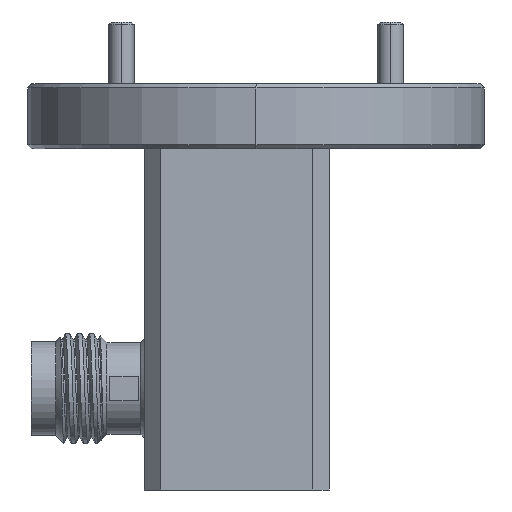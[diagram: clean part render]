
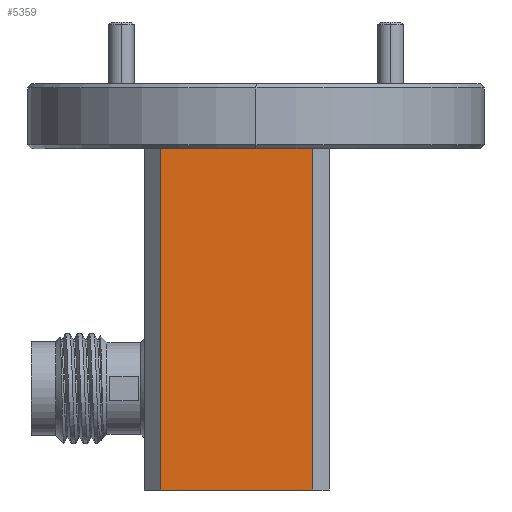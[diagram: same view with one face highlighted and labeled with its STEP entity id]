
A CAD part, left-side view. The second image highlights one B-rep face of the part: STEP entity #5359.
In plain terms, the highlighted planar face has unit normal (-1, 0, 0).
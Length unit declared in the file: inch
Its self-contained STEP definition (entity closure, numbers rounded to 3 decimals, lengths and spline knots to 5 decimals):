
#333 = DIRECTION ( 'NONE',  ( 0., 0., -1. ) ) ;
#435 = FACE_OUTER_BOUND ( 'NONE', #4813, .T. ) ;
#490 = CARTESIAN_POINT ( 'NONE',  ( -0.185, -0.18, -1. ) ) ;
#516 = CARTESIAN_POINT ( 'NONE',  ( -0.185, -0.18, -0.16 ) ) ;
#1032 = CARTESIAN_POINT ( 'NONE',  ( -0.185, 0.235, -0.16 ) ) ;
#1245 = CARTESIAN_POINT ( 'NONE',  ( -0.185, -0.14, -2.58645 ) ) ;
#1409 = CARTESIAN_POINT ( 'NONE',  ( -0.185, 0.235, -1. ) ) ;
#1479 = DIRECTION ( 'NONE',  ( 0., 1., 0. ) ) ;
#1949 = VECTOR ( 'NONE', #1479, 39.37008 ) ;
#2021 = DIRECTION ( 'NONE',  ( 0., 0., 1. ) ) ;
#2230 = ORIENTED_EDGE ( 'NONE', *, *, #5156, .T. ) ;
#2265 = VECTOR ( 'NONE', #5622, 39.37008 ) ;
#2448 = DIRECTION ( 'NONE',  ( 1., 0., 0. ) ) ;
#2485 = AXIS2_PLACEMENT_3D ( 'NONE', #5020, #2448, #2516 ) ;
#2516 = DIRECTION ( 'NONE',  ( 0., 1., 0. ) ) ;
#2636 = CARTESIAN_POINT ( 'NONE',  ( -0.185, -0.14, -0.16 ) ) ;
#2918 = VECTOR ( 'NONE', #333, 39.37008 ) ;
#3268 = EDGE_CURVE ( 'NONE', #4541, #5751, #4098, .T. ) ;
#3311 = LINE ( 'NONE', #5786, #2918 ) ;
#3902 = LINE ( 'NONE', #1245, #5645 ) ;
#4023 = PLANE ( 'NONE',  #2485 ) ;
#4098 = LINE ( 'NONE', #490, #2265 ) ;
#4146 = EDGE_CURVE ( 'NONE', #4459, #5855, #5999, .T. ) ;
#4459 = VERTEX_POINT ( 'NONE', #2636 ) ;
#4541 = VERTEX_POINT ( 'NONE', #1409 ) ;
#4759 = EDGE_CURVE ( 'NONE', #5751, #4459, #3902, .T. ) ;
#4813 = EDGE_LOOP ( 'NONE', ( #6210, #4958, #4905, #2230 ) ) ;
#4905 = ORIENTED_EDGE ( 'NONE', *, *, #4146, .T. ) ;
#4947 = CARTESIAN_POINT ( 'NONE',  ( -0.185, -0.14, -1. ) ) ;
#4958 = ORIENTED_EDGE ( 'NONE', *, *, #4759, .T. ) ;
#5020 = CARTESIAN_POINT ( 'NONE',  ( -0.185, -0.18, -2.58645 ) ) ;
#5156 = EDGE_CURVE ( 'NONE', #5855, #4541, #3311, .T. ) ;
#5359 = ADVANCED_FACE ( 'NONE', ( #435 ), #4023, .F. ) ;
#5622 = DIRECTION ( 'NONE',  ( 0., -1., 0. ) ) ;
#5645 = VECTOR ( 'NONE', #2021, 39.37008 ) ;
#5751 = VERTEX_POINT ( 'NONE', #4947 ) ;
#5786 = CARTESIAN_POINT ( 'NONE',  ( -0.185, 0.235, -2.58645 ) ) ;
#5855 = VERTEX_POINT ( 'NONE', #1032 ) ;
#5999 = LINE ( 'NONE', #516, #1949 ) ;
#6210 = ORIENTED_EDGE ( 'NONE', *, *, #3268, .T. ) ;
